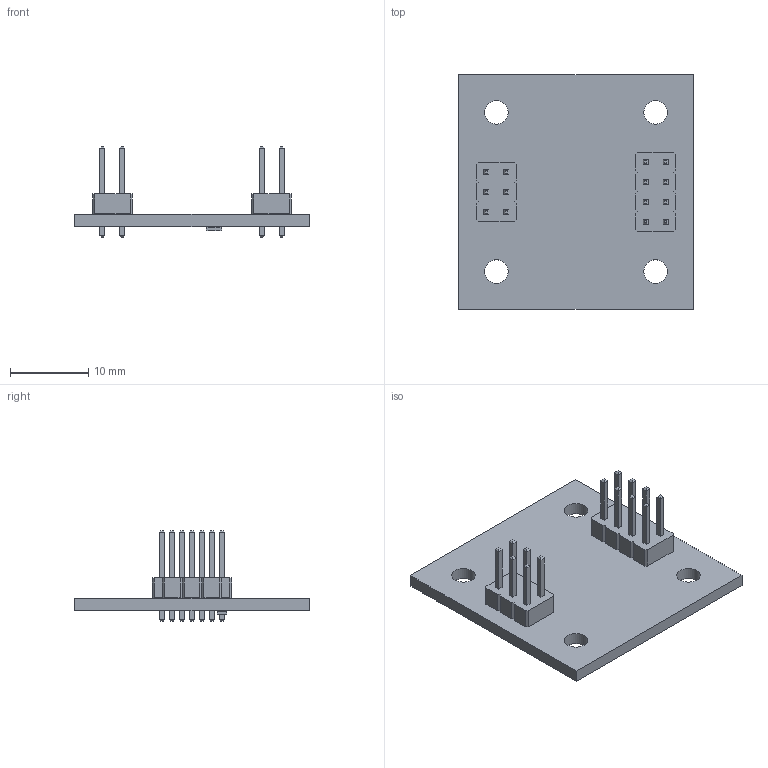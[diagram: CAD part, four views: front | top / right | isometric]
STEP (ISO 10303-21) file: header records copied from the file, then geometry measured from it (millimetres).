
FILE_DESCRIPTION(('KiCad electronic assembly'),'2;1');
FILE_NAME('FRAM01A.step','2023-01-19T00:06:12',('Pcbnew'),('Kicad'), 'Open CASCADE STEP processor 7.5','KiCad to STEP converter','Unknown' );
FILE_SCHEMA(('AUTOMOTIVE_DESIGN { 1 0 10303 214 1 1 1 1 }'));
Length unit declared in the file: millimetre
Products named in the file (8): FRAM01A 1; PinHeader_2x03_P2.54mm_Vertical; SOLID; PinHeader_2x04_P2.54mm_Vertical; R_0805_2012Metric; tmp7dn8cwr6 PCB
Assembly tree (7 placements, depth 3):
  FRAM01A 1
    PinHeader_2x03_P2.54mm_Vertical
      SOLID
    PinHeader_2x04_P2.54mm_Vertical
      SOLID
    R_0805_2012Metric
      SOLID
    tmp7dn8cwr6 PCB
Bounding box: 29.97 x 29.97 x 11.54 mm (x, y, z)
Volume: 1657.1 mm3; surface area: 2682.8 mm2
Topology: 4 solids, 4 shells, 352 faces, 832 edges, 516 vertices
Faces by surface type: plane 326, cylinder 26
Full cylindrical faces by diameter (mm): 0.889 x14, 3 x4
Entity records: 23273 total; most frequent: CARTESIAN_POINT 3636, DIRECTION 3224, LINE 2392, VECTOR 2392, ORIENTED_EDGE 1664, PCURVE 1664, DEFINITIONAL_REPRESENTATION 1664, EDGE_CURVE 832
